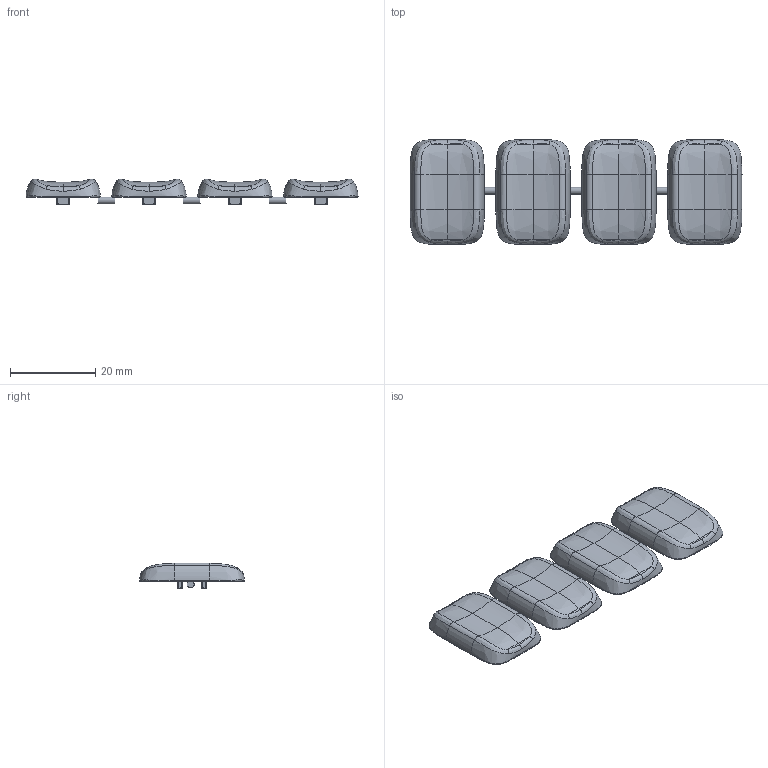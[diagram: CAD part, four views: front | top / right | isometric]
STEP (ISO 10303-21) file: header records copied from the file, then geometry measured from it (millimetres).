
FILE_DESCRIPTION(/* description */ ('STEP AP242','CAx-IF Rec.Pracs.---Representation and Presentation of Product Manufacturing Information (PMI)---4.0---2014-10-13','CAx-IF Rec.Pracs.---3D Tessellated Geometry---0.4---2014-09-14','2;1'),/* implementation_level */ '2;1');
FILE_NAME(/* name */ 'KLP_Keycaps v1',/* time_stamp */ '2024-09-26T11:44:52Z',/* author */ (''),/* organization */ (''),/* preprocessor_version */ 'ST-DEVELOPER v20',/* originating_system */ ' ',/* authorisation */ ' ');
FILE_SCHEMA (('AP242_MANAGED_MODEL_BASED_3D_ENGINEERING_MIM_LF { 1 0 10303 442 1 1 4 }'));
Length unit declared in the file: metre
Products named in the file (4): KLP_Keycaps v1; Kailh Choc Plug v1; Part 26
Assembly tree (11 placements, depth 2):
  KLP_Keycaps v1
    KLP_Keycaps v1  x4
    Kailh Choc Plug v1  x4
    Part 26  x3
Bounding box: 78.08 x 24.69 x 6.08 mm (x, y, z)
Volume: 3238.1 mm3; surface area: 5500.4 mm2
Topology: 8 solids, 11 shells, 699 faces, 1708 edges, 1040 vertices
Faces by surface type: bspline 496, cylinder 120, plane 80, other 3
Entity records: 11124 total; most frequent: CARTESIAN_POINT 7416, ORIENTED_EDGE 854, DIRECTION 583, EDGE_CURVE 427, VERTEX_POINT 260, AXIS2_PLACEMENT_3D 254, CIRCLE 192, EDGE_LOOP 177
